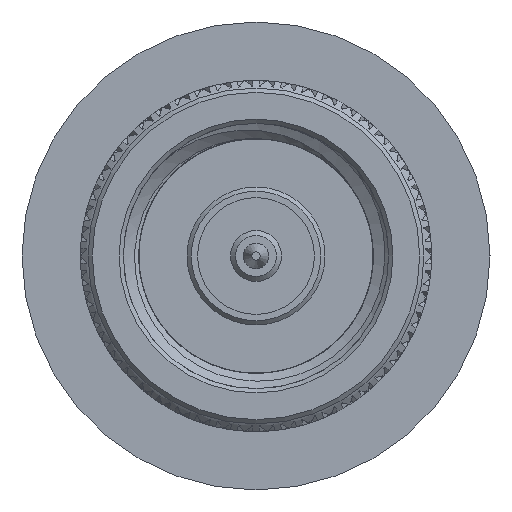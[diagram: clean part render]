
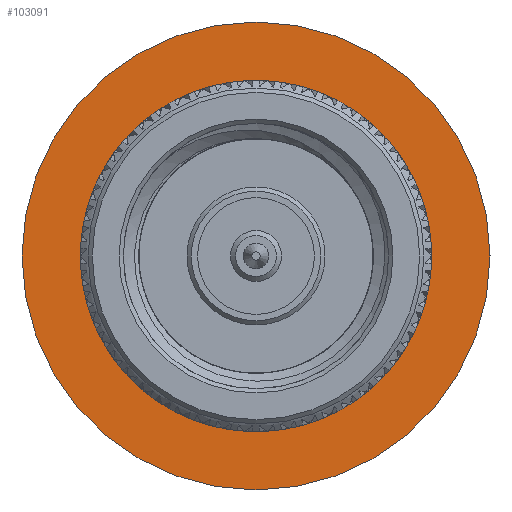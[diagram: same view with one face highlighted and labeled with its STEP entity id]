
A CAD part, left-side view. The second image highlights one B-rep face of the part: STEP entity #103091.
In plain terms, the highlighted planar face has unit normal (-1, 0, 0).
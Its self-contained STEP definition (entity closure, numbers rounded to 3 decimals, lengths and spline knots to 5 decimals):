
#5758 = DIRECTION ( 'NONE',  ( 0., -1., 0. ) ) ;
#6482 = CIRCLE ( 'NONE', #56185, 0.55118 ) ;
#6873 = ORIENTED_EDGE ( 'NONE', *, *, #62743, .F. ) ;
#9436 = ORIENTED_EDGE ( 'NONE', *, *, #112195, .F. ) ;
#13833 = DIRECTION ( 'NONE',  ( 0., 1., 0. ) ) ;
#27005 = AXIS2_PLACEMENT_3D ( 'NONE', #78337, #33300, #5758 ) ;
#30673 = VERTEX_POINT ( 'NONE', #67301 ) ;
#32942 = DIRECTION ( 'NONE',  ( 1., 0., 0. ) ) ;
#33300 = DIRECTION ( 'NONE',  ( -1., 0., 0. ) ) ;
#47062 = CARTESIAN_POINT ( 'NONE',  ( 0.97244, 0., 0. ) ) ;
#56037 = FACE_OUTER_BOUND ( 'NONE', #69464, .T. ) ;
#56185 = AXIS2_PLACEMENT_3D ( 'NONE', #95981, #32942, #13833 ) ;
#62743 = EDGE_CURVE ( 'NONE', #30673, #30673, #101686, .T. ) ;
#67301 = CARTESIAN_POINT ( 'NONE',  ( 0.97244, -0.34405, 0. ) ) ;
#67633 = AXIS2_PLACEMENT_3D ( 'NONE', #47062, #110038, #81865 ) ;
#69464 = EDGE_LOOP ( 'NONE', ( #9436 ) ) ;
#70838 = CARTESIAN_POINT ( 'NONE',  ( 0.97244, 0.55118, 0. ) ) ;
#78337 = CARTESIAN_POINT ( 'NONE',  ( 0.97244, 0., 0. ) ) ;
#81865 = DIRECTION ( 'NONE',  ( 0., -1., 0. ) ) ;
#83660 = PLANE ( 'NONE',  #67633 ) ;
#89997 = VERTEX_POINT ( 'NONE', #70838 ) ;
#95981 = CARTESIAN_POINT ( 'NONE',  ( 0.97244, 0., 0. ) ) ;
#101686 = CIRCLE ( 'NONE', #27005, 0.34405 ) ;
#103091 = ADVANCED_FACE ( 'NONE', ( #109454, #56037 ), #83660, .T. ) ;
#109454 = FACE_BOUND ( 'NONE', #116220, .T. ) ;
#110038 = DIRECTION ( 'NONE',  ( -1., 0., 0. ) ) ;
#112195 = EDGE_CURVE ( 'NONE', #89997, #89997, #6482, .T. ) ;
#116220 = EDGE_LOOP ( 'NONE', ( #6873 ) ) ;
